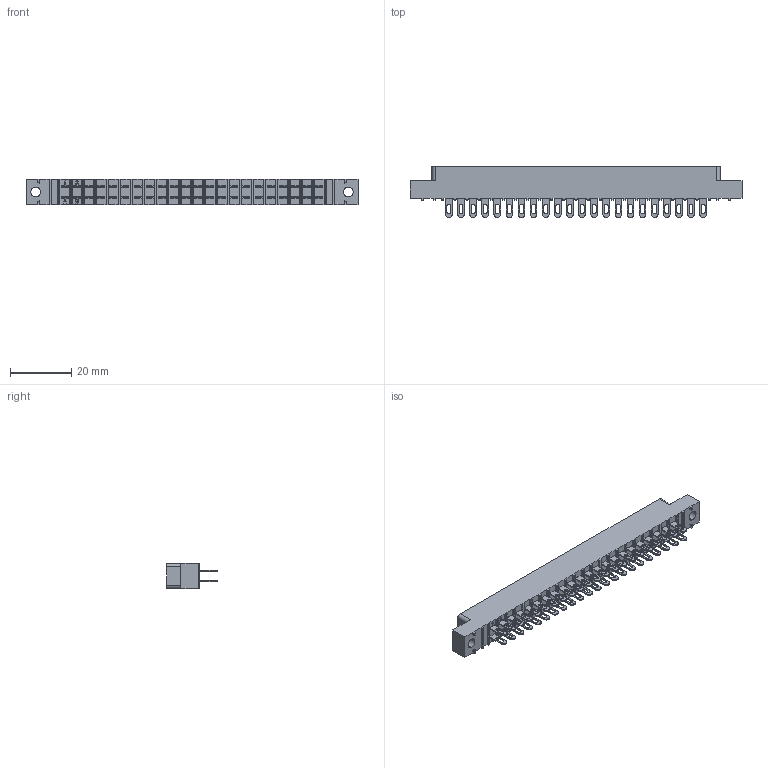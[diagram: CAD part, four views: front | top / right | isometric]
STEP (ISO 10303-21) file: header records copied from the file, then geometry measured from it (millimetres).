
FILE_DESCRIPTION (( 'STEP AP214' ), '1' );
FILE_NAME ('11645, _ _ M22DREH.STEP', '2015-11-10T19:03:43', ( 'SULLINS' ), ( 'SULLINS' ), 'SwSTEP 2.0', 'SolidWorks 2015', '' );
FILE_SCHEMA (( 'AUTOMOTIVE_DESIGN' ));
Length unit declared in the file: inch
Products named in the file (3): 11169, _ _ M - V40__ _ M-V40 ASSY; 10016, M_ _D__M22D; 11645, _ _ M22DREH
Assembly tree (45 placements, depth 2):
  11645, _ _ M22DREH
    10016, M_ _D__M22D
    11169, _ _ M - V40__ _ M-V40 ASSY  x44
Bounding box: 108.66 x 16.66 x 8.26 mm (x, y, z)
Volume: 6380.2 mm3; surface area: 13886.1 mm2
Topology: 45 solids, 45 shells, 4080 faces, 12342 edges, 8184 vertices
Faces by surface type: plane 2231, cylinder 1298, torus 352, bspline 199
Entity records: 41387 total; most frequent: CARTESIAN_POINT 8498, ORIENTED_EDGE 6968, DIRECTION 6321, EDGE_CURVE 3484, VECTOR 2849, LINE 2849, VERTEX_POINT 2293, AXIS2_PLACEMENT_3D 1736
